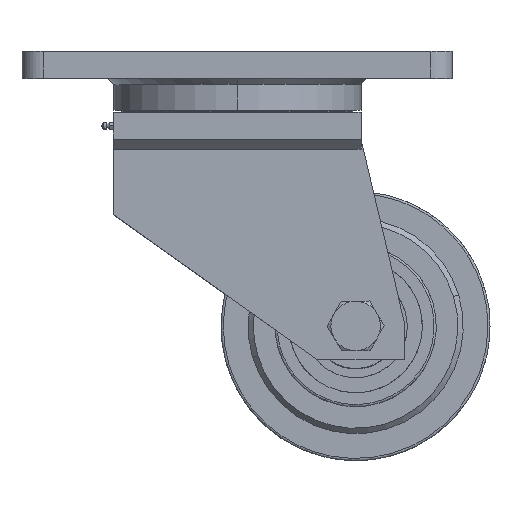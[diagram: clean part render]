
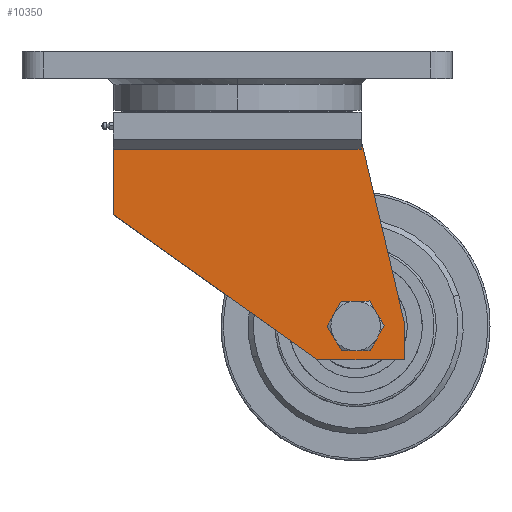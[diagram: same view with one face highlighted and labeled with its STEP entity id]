
A CAD part, top view. The second image highlights one B-rep face of the part: STEP entity #10350.
In plain terms, the highlighted planar face has unit normal (0, 0, 1).
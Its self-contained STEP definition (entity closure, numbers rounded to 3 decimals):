
#16 = ORIENTED_EDGE ( 'NONE', *, *, #14077, .T. ) ;
#121 = EDGE_CURVE ( 'NONE', #24118, #1277, #25355, .T. ) ;
#733 = DIRECTION ( 'NONE',  ( 0.23, -0.973, 0. ) ) ;
#963 = ORIENTED_EDGE ( 'NONE', *, *, #25862, .F. ) ;
#1277 = VERTEX_POINT ( 'NONE', #10058 ) ;
#1322 = CIRCLE ( 'NONE', #20408, 15.3 ) ;
#2194 = CARTESIAN_POINT ( 'NONE',  ( 115., -81.5, 96. ) ) ;
#2701 = VECTOR ( 'NONE', #733, 1000. ) ;
#3638 = VECTOR ( 'NONE', #15221, 1000. ) ;
#4917 = LINE ( 'NONE', #5095, #10516 ) ;
#5032 = VERTEX_POINT ( 'NONE', #16793 ) ;
#5095 = CARTESIAN_POINT ( 'NONE',  ( 155., -286.5, 96. ) ) ;
#5389 = CARTESIAN_POINT ( 'NONE',  ( -115., -151.5, 96. ) ) ;
#5402 = DIRECTION ( 'NONE',  ( 0., 0., -1. ) ) ;
#7643 = DIRECTION ( 'NONE',  ( 0., 0., -1. ) ) ;
#8485 = CARTESIAN_POINT ( 'NONE',  ( 115., -81.5, 96. ) ) ;
#8729 = FACE_BOUND ( 'NONE', #16661, .T. ) ;
#10058 = CARTESIAN_POINT ( 'NONE',  ( -115., -81.5, 96. ) ) ;
#10350 = ADVANCED_FACE ( 'NONE', ( #14364, #8729 ), #23045, .T. ) ;
#10516 = VECTOR ( 'NONE', #21949, 1000. ) ;
#10549 = ORIENTED_EDGE ( 'NONE', *, *, #24305, .F. ) ;
#10607 = DIRECTION ( 'NONE',  ( 1., 0., 0. ) ) ;
#11254 = LINE ( 'NONE', #23176, #16850 ) ;
#11405 = LINE ( 'NONE', #5389, #21944 ) ;
#12650 = ORIENTED_EDGE ( 'NONE', *, *, #15245, .T. ) ;
#12651 = VERTEX_POINT ( 'NONE', #14284 ) ;
#13877 = DIRECTION ( 'NONE',  ( -0.815, 0.579, 0. ) ) ;
#14057 = CARTESIAN_POINT ( 'NONE',  ( 155., -250.5, 96. ) ) ;
#14077 = EDGE_CURVE ( 'NONE', #12651, #19151, #22301, .T. ) ;
#14216 = CARTESIAN_POINT ( 'NONE',  ( -115., -81.5, 96. ) ) ;
#14284 = CARTESIAN_POINT ( 'NONE',  ( 125.3, -255., 96. ) ) ;
#14364 = FACE_OUTER_BOUND ( 'NONE', #17881, .T. ) ;
#14809 = DIRECTION ( 'NONE',  ( 1., 0., 0. ) ) ;
#15221 = DIRECTION ( 'NONE',  ( 0., 1., 0. ) ) ;
#15245 = EDGE_CURVE ( 'NONE', #19151, #12651, #1322, .T. ) ;
#15255 = LINE ( 'NONE', #2194, #20194 ) ;
#16097 = AXIS2_PLACEMENT_3D ( 'NONE', #8485, #23231, #10607 ) ;
#16661 = EDGE_LOOP ( 'NONE', ( #16, #12650 ) ) ;
#16793 = CARTESIAN_POINT ( 'NONE',  ( 75., -286.5, 96. ) ) ;
#16850 = VECTOR ( 'NONE', #25197, 1000. ) ;
#17216 = ORIENTED_EDGE ( 'NONE', *, *, #121, .F. ) ;
#17881 = EDGE_LOOP ( 'NONE', ( #24018, #22232, #17216, #963, #10549, #22482 ) ) ;
#18044 = CARTESIAN_POINT ( 'NONE',  ( 110., -255., 96. ) ) ;
#18095 = VERTEX_POINT ( 'NONE', #14057 ) ;
#19151 = VERTEX_POINT ( 'NONE', #26941 ) ;
#20146 = DIRECTION ( 'NONE',  ( -1., 0., 0. ) ) ;
#20194 = VECTOR ( 'NONE', #14809, 1000. ) ;
#20271 = CARTESIAN_POINT ( 'NONE',  ( 110., -255., 96. ) ) ;
#20408 = AXIS2_PLACEMENT_3D ( 'NONE', #18044, #5402, #20146 ) ;
#21234 = EDGE_CURVE ( 'NONE', #1277, #23883, #15255, .T. ) ;
#21392 = EDGE_CURVE ( 'NONE', #23883, #18095, #25077, .T. ) ;
#21944 = VECTOR ( 'NONE', #13877, 1000. ) ;
#21949 = DIRECTION ( 'NONE',  ( 0., -1., 0. ) ) ;
#22232 = ORIENTED_EDGE ( 'NONE', *, *, #21234, .F. ) ;
#22301 = CIRCLE ( 'NONE', #23696, 15.3 ) ;
#22381 = DIRECTION ( 'NONE',  ( -1., 0., 0. ) ) ;
#22482 = ORIENTED_EDGE ( 'NONE', *, *, #26951, .F. ) ;
#22984 = CARTESIAN_POINT ( 'NONE',  ( 115., -81.5, 96. ) ) ;
#23045 = PLANE ( 'NONE',  #16097 ) ;
#23176 = CARTESIAN_POINT ( 'NONE',  ( 155., -286.5, 96. ) ) ;
#23231 = DIRECTION ( 'NONE',  ( 0., 0., 1. ) ) ;
#23696 = AXIS2_PLACEMENT_3D ( 'NONE', #20271, #7643, #22381 ) ;
#23717 = CARTESIAN_POINT ( 'NONE',  ( 155., -250.5, 96. ) ) ;
#23728 = CARTESIAN_POINT ( 'NONE',  ( 155., -286.5, 96. ) ) ;
#23883 = VERTEX_POINT ( 'NONE', #22984 ) ;
#24018 = ORIENTED_EDGE ( 'NONE', *, *, #21392, .F. ) ;
#24118 = VERTEX_POINT ( 'NONE', #24760 ) ;
#24305 = EDGE_CURVE ( 'NONE', #24519, #5032, #11254, .T. ) ;
#24519 = VERTEX_POINT ( 'NONE', #23728 ) ;
#24760 = CARTESIAN_POINT ( 'NONE',  ( -115., -151.5, 96. ) ) ;
#25077 = LINE ( 'NONE', #23717, #2701 ) ;
#25197 = DIRECTION ( 'NONE',  ( -1., 0., 0. ) ) ;
#25355 = LINE ( 'NONE', #14216, #3638 ) ;
#25862 = EDGE_CURVE ( 'NONE', #5032, #24118, #11405, .T. ) ;
#26941 = CARTESIAN_POINT ( 'NONE',  ( 94.7, -255., 96. ) ) ;
#26951 = EDGE_CURVE ( 'NONE', #18095, #24519, #4917, .T. ) ;
